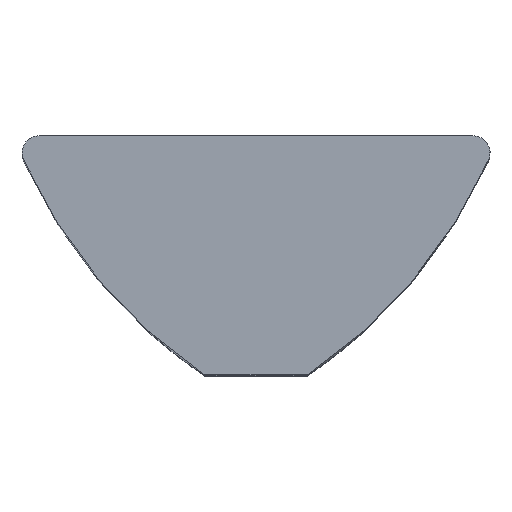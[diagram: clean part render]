
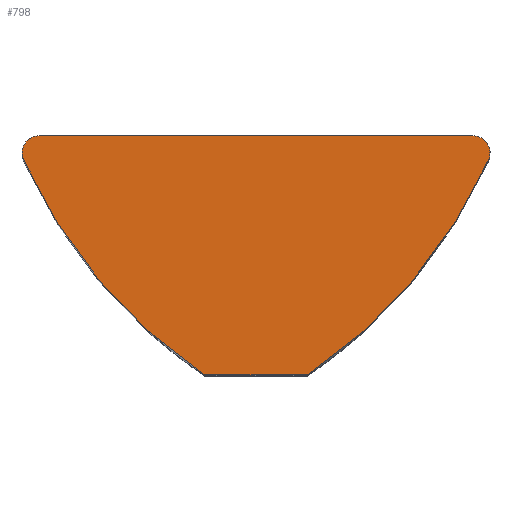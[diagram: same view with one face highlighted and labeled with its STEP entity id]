
A CAD part, top view. The second image highlights one B-rep face of the part: STEP entity #798.
In plain terms, the highlighted planar face has unit normal (0, 0, 1).
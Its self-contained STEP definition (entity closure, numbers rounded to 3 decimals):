
#20 = AXIS2_PLACEMENT_3D ( 'NONE', #255, #732, #323 ) ;
#55 = CARTESIAN_POINT ( 'NONE',  ( -1.5, -7., 11. ) ) ;
#58 = CIRCLE ( 'NONE', #200, 0.5 ) ;
#78 = ORIENTED_EDGE ( 'NONE', *, *, #407, .T. ) ;
#79 = PLANE ( 'NONE',  #659 ) ;
#90 = CARTESIAN_POINT ( 'NONE',  ( 6.806, -0.705, 11. ) ) ;
#110 = AXIS2_PLACEMENT_3D ( 'NONE', #222, #706, #292 ) ;
#135 = VECTOR ( 'NONE', #487, 1000. ) ;
#136 = CARTESIAN_POINT ( 'NONE',  ( 6.35, -0.5, 11. ) ) ;
#139 = VERTEX_POINT ( 'NONE', #293 ) ;
#140 = CARTESIAN_POINT ( 'NONE',  ( -6.35, 0., 11. ) ) ;
#171 = ORIENTED_EDGE ( 'NONE', *, *, #271, .T. ) ;
#192 = AXIS2_PLACEMENT_3D ( 'NONE', #590, #559, #557 ) ;
#193 = VERTEX_POINT ( 'NONE', #140 ) ;
#197 = AXIS2_PLACEMENT_3D ( 'NONE', #781, #776, #774 ) ;
#200 = AXIS2_PLACEMENT_3D ( 'NONE', #805, #802, #800 ) ;
#206 = CIRCLE ( 'NONE', #20, 0.5 ) ;
#213 = CIRCLE ( 'NONE', #192, 15. ) ;
#222 = CARTESIAN_POINT ( 'NONE',  ( -6.876, 5.444, 11. ) ) ;
#229 = VERTEX_POINT ( 'NONE', #90 ) ;
#230 = CARTESIAN_POINT ( 'NONE',  ( -6.806, -0.705, 11. ) ) ;
#242 = CIRCLE ( 'NONE', #197, 0.5 ) ;
#247 = VERTEX_POINT ( 'NONE', #55 ) ;
#255 = CARTESIAN_POINT ( 'NONE',  ( -6.35, -0.5, 11. ) ) ;
#271 = EDGE_CURVE ( 'NONE', #229, #696, #58, .T. ) ;
#287 = EDGE_CURVE ( 'NONE', #193, #139, #242, .T. ) ;
#291 = DIRECTION ( 'NONE',  ( 0., 0., -1. ) ) ;
#292 = DIRECTION ( 'NONE',  ( -1., 0., 0. ) ) ;
#293 = CARTESIAN_POINT ( 'NONE',  ( -6.85, -0.5, 11. ) ) ;
#321 = EDGE_CURVE ( 'NONE', #434, #247, #213, .T. ) ;
#323 = DIRECTION ( 'NONE',  ( 1., 0., 0. ) ) ;
#330 = CARTESIAN_POINT ( 'NONE',  ( 1.5, -7., 11. ) ) ;
#335 = EDGE_CURVE ( 'NONE', #247, #338, #517, .T. ) ;
#336 = DIRECTION ( 'NONE',  ( 1., 0., 0. ) ) ;
#338 = VERTEX_POINT ( 'NONE', #330 ) ;
#390 = CARTESIAN_POINT ( 'NONE',  ( 1.5, -7., 11. ) ) ;
#407 = EDGE_CURVE ( 'NONE', #338, #229, #752, .T. ) ;
#434 = VERTEX_POINT ( 'NONE', #230 ) ;
#481 = CARTESIAN_POINT ( 'NONE',  ( 6.35, 0., 11. ) ) ;
#487 = DIRECTION ( 'NONE',  ( -1., 0., 0. ) ) ;
#509 = EDGE_CURVE ( 'NONE', #139, #434, #206, .T. ) ;
#517 = LINE ( 'NONE', #390, #813 ) ;
#530 = EDGE_CURVE ( 'NONE', #696, #193, #858, .T. ) ;
#557 = DIRECTION ( 'NONE',  ( 1., 0., 0. ) ) ;
#559 = DIRECTION ( 'NONE',  ( 0., 0., 1. ) ) ;
#590 = CARTESIAN_POINT ( 'NONE',  ( 6.876, 5.444, 11. ) ) ;
#659 = AXIS2_PLACEMENT_3D ( 'NONE', #136, #291, #764 ) ;
#693 = ORIENTED_EDGE ( 'NONE', *, *, #530, .T. ) ;
#696 = VERTEX_POINT ( 'NONE', #699 ) ;
#699 = CARTESIAN_POINT ( 'NONE',  ( 6.35, 0., 11. ) ) ;
#706 = DIRECTION ( 'NONE',  ( 0., 0., 1. ) ) ;
#727 = ORIENTED_EDGE ( 'NONE', *, *, #287, .T. ) ;
#732 = DIRECTION ( 'NONE',  ( 0., 0., 1. ) ) ;
#742 = ORIENTED_EDGE ( 'NONE', *, *, #335, .T. ) ;
#746 = ORIENTED_EDGE ( 'NONE', *, *, #509, .T. ) ;
#752 = CIRCLE ( 'NONE', #110, 15. ) ;
#764 = DIRECTION ( 'NONE',  ( -1., 0., 0. ) ) ;
#770 = EDGE_LOOP ( 'NONE', ( #171, #693, #727, #746, #863, #742, #78 ) ) ;
#774 = DIRECTION ( 'NONE',  ( 1., 0., 0. ) ) ;
#776 = DIRECTION ( 'NONE',  ( 0., 0., 1. ) ) ;
#778 = FACE_OUTER_BOUND ( 'NONE', #770, .T. ) ;
#781 = CARTESIAN_POINT ( 'NONE',  ( -6.35, -0.5, 11. ) ) ;
#798 = ADVANCED_FACE ( 'NONE', ( #778 ), #79, .F. ) ;
#800 = DIRECTION ( 'NONE',  ( -1., 0., 0. ) ) ;
#802 = DIRECTION ( 'NONE',  ( 0., 0., 1. ) ) ;
#805 = CARTESIAN_POINT ( 'NONE',  ( 6.35, -0.5, 11. ) ) ;
#813 = VECTOR ( 'NONE', #336, 1000. ) ;
#858 = LINE ( 'NONE', #481, #135 ) ;
#863 = ORIENTED_EDGE ( 'NONE', *, *, #321, .T. ) ;
